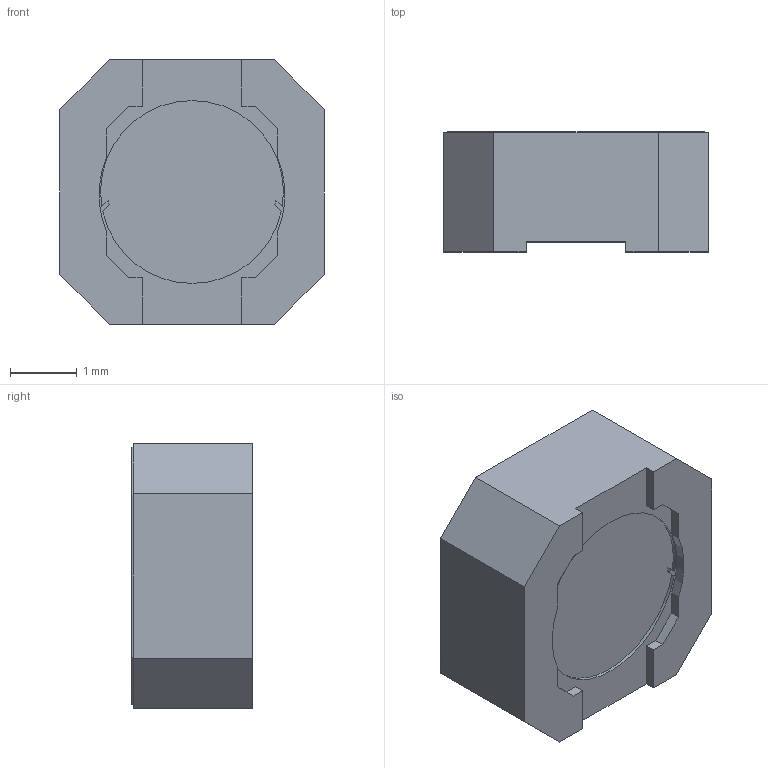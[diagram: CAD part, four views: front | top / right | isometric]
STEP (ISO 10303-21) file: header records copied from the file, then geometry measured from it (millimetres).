
FILE_DESCRIPTION (( 'STEP AP214' ), '1' );
FILE_NAME ('LPS4018-103MRC.STEP', '2024-03-02T13:09:41', ( '' ), ( '' ), 'SwSTEP 2.0', 'SolidWorks 2024', '' );
FILE_SCHEMA (( 'AUTOMOTIVE_DESIGN' ));
Length unit declared in the file: millimetre
Products named in the file (1): LPS4018-103MRC
Bounding box: 3.98 x 1.81 x 3.98 mm (x, y, z)
Volume: 25 mm3; surface area: 56.5 mm2
Topology: 1 solids, 1 shells, 49 faces, 135 edges, 90 vertices
Faces by surface type: plane 44, cylinder 5
Entity records: 1914 total; most frequent: CARTESIAN_POINT 275, ORIENTED_EDGE 270, DIRECTION 245, EDGE_CURVE 135, LINE 125, VECTOR 125, VERTEX_POINT 90, AXIS2_PLACEMENT_3D 60
